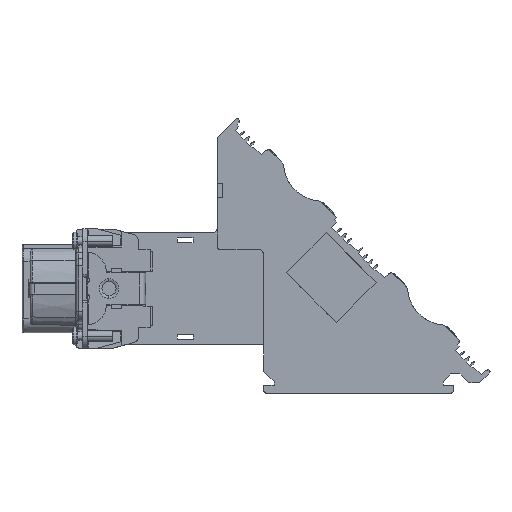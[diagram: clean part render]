
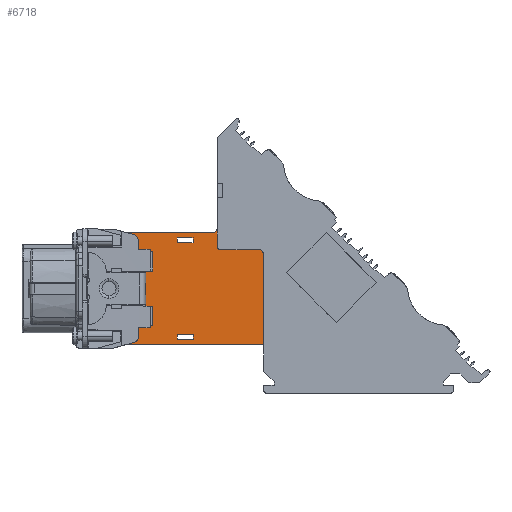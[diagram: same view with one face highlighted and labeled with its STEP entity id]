
A CAD part, left-side view. The second image highlights one B-rep face of the part: STEP entity #6718.
In plain terms, the highlighted planar face has unit normal (-1, 0, 0).
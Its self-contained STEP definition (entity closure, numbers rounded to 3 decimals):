
#964=B_SPLINE_CURVE_WITH_KNOTS('',3,(#89399,#89400,#89401,#89402),
 .UNSPECIFIED.,.F.,.F.,(4,4),(0.,1.),.UNSPECIFIED.);
#978=B_SPLINE_CURVE_WITH_KNOTS('',3,(#89744,#89745,#89746,#89747),
 .UNSPECIFIED.,.F.,.F.,(4,4),(0.,1.),.UNSPECIFIED.);
#1290=B_SPLINE_CURVE_WITH_KNOTS('',3,(#94314,#94315,#94316,#94317),
 .UNSPECIFIED.,.F.,.F.,(4,4),(0.,1.),.UNSPECIFIED.);
#1291=B_SPLINE_CURVE_WITH_KNOTS('',3,(#94607,#94608,#94609,#94610),
 .UNSPECIFIED.,.F.,.F.,(4,4),(0.,1.),.UNSPECIFIED.);
#6718=ADVANCED_FACE('',(#10943,#10944,#10945),#9477,.F.);
#9477=PLANE('',#61598);
#10943=FACE_BOUND('',#12879,.T.);
#10944=FACE_BOUND('',#12880,.T.);
#10945=FACE_BOUND('',#12881,.T.);
#12879=EDGE_LOOP('',(#25088,#25089,#25090,#25091));
#12880=EDGE_LOOP('',(#25092,#25093,#25094,#25095));
#12881=EDGE_LOOP('',(#25096,#25097,#25098,#25099,#25100,#25101,#25102,#25103,
#25104,#25105,#25106,#25107,#25108,#25109,#25110,#25111,#25112));
#15042=CIRCLE('',#60645,1.);
#15117=CIRCLE('',#60975,1.);
#25088=ORIENTED_EDGE('',*,*,#43558,.T.);
#25089=ORIENTED_EDGE('',*,*,#43590,.T.);
#25090=ORIENTED_EDGE('',*,*,#43592,.T.);
#25091=ORIENTED_EDGE('',*,*,#43593,.T.);
#25092=ORIENTED_EDGE('',*,*,#43454,.T.);
#25093=ORIENTED_EDGE('',*,*,#43451,.T.);
#25094=ORIENTED_EDGE('',*,*,#43449,.T.);
#25095=ORIENTED_EDGE('',*,*,#43459,.T.);
#25096=ORIENTED_EDGE('',*,*,#43257,.F.);
#25097=ORIENTED_EDGE('',*,*,#42337,.F.);
#25098=ORIENTED_EDGE('',*,*,#43594,.T.);
#25099=ORIENTED_EDGE('',*,*,#42341,.F.);
#25100=ORIENTED_EDGE('',*,*,#43258,.F.);
#25101=ORIENTED_EDGE('',*,*,#43255,.F.);
#25102=ORIENTED_EDGE('',*,*,#43252,.T.);
#25103=ORIENTED_EDGE('',*,*,#43583,.T.);
#25104=ORIENTED_EDGE('',*,*,#41755,.F.);
#25105=ORIENTED_EDGE('',*,*,#41602,.F.);
#25106=ORIENTED_EDGE('',*,*,#41599,.T.);
#25107=ORIENTED_EDGE('',*,*,#41596,.F.);
#25108=ORIENTED_EDGE('',*,*,#42327,.T.);
#25109=ORIENTED_EDGE('',*,*,#42330,.F.);
#25110=ORIENTED_EDGE('',*,*,#43427,.F.);
#25111=ORIENTED_EDGE('',*,*,#43265,.F.);
#25112=ORIENTED_EDGE('',*,*,#43261,.F.);
#35248=VERTEX_POINT('',#89385);
#35250=VERTEX_POINT('',#89388);
#35252=VERTEX_POINT('',#89394);
#35254=VERTEX_POINT('',#89403);
#35399=VERTEX_POINT('',#89748);
#35729=VERTEX_POINT('',#91433);
#35731=VERTEX_POINT('',#91442);
#35736=VERTEX_POINT('',#91455);
#35737=VERTEX_POINT('',#91457);
#35739=VERTEX_POINT('',#91462);
#35741=VERTEX_POINT('',#91466);
#36308=VERTEX_POINT('',#93956);
#36310=VERTEX_POINT('',#93960);
#36311=VERTEX_POINT('',#93964);
#36312=VERTEX_POINT('',#93969);
#36313=VERTEX_POINT('',#93975);
#36315=VERTEX_POINT('',#93984);
#36440=VERTEX_POINT('',#94347);
#36441=VERTEX_POINT('',#94349);
#36442=VERTEX_POINT('',#94353);
#36444=VERTEX_POINT('',#94360);
#36522=VERTEX_POINT('',#94571);
#36524=VERTEX_POINT('',#94575);
#36531=VERTEX_POINT('',#94622);
#36532=VERTEX_POINT('',#94626);
#41596=EDGE_CURVE('',#35248,#35250,#15042,.T.);
#41599=EDGE_CURVE('',#35252,#35250,#49113,.T.);
#41602=EDGE_CURVE('',#35252,#35254,#964,.T.);
#41755=EDGE_CURVE('',#35254,#35399,#978,.T.);
#42327=EDGE_CURVE('',#35248,#35729,#49577,.T.);
#42330=EDGE_CURVE('',#35731,#35729,#15117,.T.);
#42337=EDGE_CURVE('',#35737,#35736,#49584,.T.);
#42341=EDGE_CURVE('',#35741,#35739,#49588,.T.);
#43252=EDGE_CURVE('',#36308,#36310,#50184,.T.);
#43255=EDGE_CURVE('',#36308,#36311,#50187,.T.);
#43257=EDGE_CURVE('',#35736,#36312,#50189,.T.);
#43258=EDGE_CURVE('',#36311,#35741,#50190,.T.);
#43261=EDGE_CURVE('',#36312,#36313,#50193,.T.);
#43265=EDGE_CURVE('',#36313,#36315,#50196,.T.);
#43427=EDGE_CURVE('',#36315,#35731,#1290,.T.);
#43449=EDGE_CURVE('',#36440,#36441,#50379,.T.);
#43451=EDGE_CURVE('',#36442,#36440,#50381,.T.);
#43454=EDGE_CURVE('',#36444,#36442,#50384,.T.);
#43459=EDGE_CURVE('',#36441,#36444,#50389,.T.);
#43558=EDGE_CURVE('',#36522,#36524,#50488,.T.);
#43583=EDGE_CURVE('',#36310,#35399,#1291,.T.);
#43590=EDGE_CURVE('',#36524,#36531,#50519,.T.);
#43592=EDGE_CURVE('',#36531,#36532,#50521,.T.);
#43593=EDGE_CURVE('',#36532,#36522,#50522,.T.);
#43594=EDGE_CURVE('',#35737,#35739,#50523,.T.);
#49113=LINE('',#89393,#55287);
#49577=LINE('',#91434,#55751);
#49584=LINE('',#91458,#55758);
#49588=LINE('',#91467,#55762);
#50184=LINE('',#93961,#56358);
#50187=LINE('',#93966,#56361);
#50189=LINE('',#93970,#56363);
#50190=LINE('',#93972,#56364);
#50193=LINE('',#93977,#56367);
#50196=LINE('',#93988,#56370);
#50379=LINE('',#94350,#56553);
#50381=LINE('',#94354,#56555);
#50384=LINE('',#94359,#56558);
#50389=LINE('',#94368,#56563);
#50488=LINE('',#94576,#56662);
#50519=LINE('',#94623,#56693);
#50521=LINE('',#94627,#56695);
#50522=LINE('',#94629,#56696);
#50523=LINE('',#94631,#56697);
#55287=VECTOR('',#68464,1.);
#55751=VECTOR('',#69578,1.);
#55758=VECTOR('',#69595,1.);
#55762=VECTOR('',#69601,1.);
#56358=VECTOR('',#71241,1.);
#56361=VECTOR('',#71246,1.);
#56363=VECTOR('',#71250,1.);
#56364=VECTOR('',#71253,1.);
#56367=VECTOR('',#71258,1.);
#56370=VECTOR('',#71263,1.);
#56553=VECTOR('',#71546,1.);
#56555=VECTOR('',#71550,1.);
#56558=VECTOR('',#71555,1.);
#56563=VECTOR('',#71566,1.);
#56662=VECTOR('',#71723,1.);
#56693=VECTOR('',#71764,1.);
#56695=VECTOR('',#71768,1.);
#56696=VECTOR('',#71771,1.);
#56697=VECTOR('',#71774,1.);
#60645=AXIS2_PLACEMENT_3D('',#89387,#68457,#68458);
#60975=AXIS2_PLACEMENT_3D('',#91443,#69583,#69584);
#61598=AXIS2_PLACEMENT_3D('',#94632,#71775,#71776);
#68457=DIRECTION('',(-1.,0.,0.));
#68458=DIRECTION('',(0.,1.,0.));
#68464=DIRECTION('',(0.,1.,0.));
#69578=DIRECTION('',(0.,0.,1.));
#69583=DIRECTION('',(-1.,0.,0.));
#69584=DIRECTION('',(0.,-0.002,-1.));
#69595=DIRECTION('',(0.,-1.,0.009));
#69601=DIRECTION('',(0.,1.,0.009));
#71241=DIRECTION('',(0.,0.,-1.));
#71246=DIRECTION('',(0.,-1.,0.009));
#71250=DIRECTION('',(0.,0.,1.));
#71253=DIRECTION('',(0.,0.,1.));
#71258=DIRECTION('',(0.,1.,0.009));
#71263=DIRECTION('',(0.,0.,1.));
#71546=DIRECTION('',(0.,0.,-1.));
#71550=DIRECTION('',(0.,-1.,0.));
#71555=DIRECTION('',(0.,0.,1.));
#71566=DIRECTION('',(0.,1.,0.));
#71723=DIRECTION('',(0.,1.,0.));
#71764=DIRECTION('',(0.,0.,1.));
#71768=DIRECTION('',(0.,-1.,0.));
#71771=DIRECTION('',(0.,0.,-1.));
#71774=DIRECTION('',(0.,0.,-1.));
#71775=DIRECTION('',(1.,0.,0.));
#71776=DIRECTION('',(0.,0.,-1.));
#89385=CARTESIAN_POINT('',(-13.301,-37.5,11.8));
#89387=CARTESIAN_POINT('',(-13.301,-38.5,11.8));
#89388=CARTESIAN_POINT('',(-13.301,-38.5,10.8));
#89393=CARTESIAN_POINT('',(-13.301,-49.559,10.8));
#89394=CARTESIAN_POINT('',(-13.301,-49.559,10.8));
#89399=CARTESIAN_POINT('',(-13.301,-49.559,10.8));
#89400=CARTESIAN_POINT('',(-13.301,-50.081,10.8));
#89401=CARTESIAN_POINT('',(-13.301,-50.557,10.326));
#89402=CARTESIAN_POINT('',(-13.301,-50.559,9.803));
#89403=CARTESIAN_POINT('',(-13.301,-50.559,9.803));
#89744=CARTESIAN_POINT('',(-13.301,-50.559,9.803));
#89745=CARTESIAN_POINT('',(-13.301,-50.606,1.119));
#89746=CARTESIAN_POINT('',(-13.3,-50.653,-7.566));
#89747=CARTESIAN_POINT('',(-13.3,-50.7,-16.25));
#89748=CARTESIAN_POINT('',(-13.3,-50.7,-16.25));
#91433=CARTESIAN_POINT('',(-13.301,-37.5,16.75));
#91434=CARTESIAN_POINT('',(-13.301,-37.5,11.8));
#91442=CARTESIAN_POINT('',(-13.301,-36.501,15.75));
#91443=CARTESIAN_POINT('',(-13.301,-36.5,16.75));
#91455=CARTESIAN_POINT('',(-13.301,-19.2,4.722));
#91457=CARTESIAN_POINT('',(-13.301,-15.2,4.688));
#91458=CARTESIAN_POINT('',(-13.301,-15.2,4.688));
#91462=CARTESIAN_POINT('',(-13.3,-15.2,-5.188));
#91466=CARTESIAN_POINT('',(-13.3,-19.2,-5.223));
#91467=CARTESIAN_POINT('',(-13.3,-19.2,-5.223));
#93956=CARTESIAN_POINT('',(-13.3,1.1,-10.95));
#93960=CARTESIAN_POINT('',(-13.3,1.1,-16.25));
#93961=CARTESIAN_POINT('',(-13.3,1.1,-10.95));
#93964=CARTESIAN_POINT('',(-13.3,-19.2,-10.773));
#93966=CARTESIAN_POINT('',(-13.3,1.1,-10.95));
#93969=CARTESIAN_POINT('',(-13.301,-19.2,10.273));
#93970=CARTESIAN_POINT('',(-13.301,-19.2,4.722));
#93972=CARTESIAN_POINT('',(-13.3,-19.2,-10.773));
#93975=CARTESIAN_POINT('',(-13.301,1.1,10.45));
#93977=CARTESIAN_POINT('',(-13.301,-19.2,10.273));
#93984=CARTESIAN_POINT('',(-13.301,1.1,15.75));
#93988=CARTESIAN_POINT('',(-13.301,1.1,10.45));
#94314=CARTESIAN_POINT('',(-13.301,1.1,15.75));
#94315=CARTESIAN_POINT('',(-13.301,-11.434,15.75));
#94316=CARTESIAN_POINT('',(-13.301,-23.967,15.75));
#94317=CARTESIAN_POINT('',(-13.301,-36.501,15.75));
#94347=CARTESIAN_POINT('',(-13.301,-30.671,14.135));
#94349=CARTESIAN_POINT('',(-13.301,-30.671,12.75));
#94350=CARTESIAN_POINT('',(-13.301,-30.671,14.135));
#94353=CARTESIAN_POINT('',(-13.301,-26.158,14.135));
#94354=CARTESIAN_POINT('',(-13.301,-26.158,14.135));
#94359=CARTESIAN_POINT('',(-13.301,-26.158,12.75));
#94360=CARTESIAN_POINT('',(-13.301,-26.158,12.75));
#94368=CARTESIAN_POINT('',(-13.301,-30.671,12.75));
#94571=CARTESIAN_POINT('',(-13.3,-30.758,-14.636));
#94575=CARTESIAN_POINT('',(-13.3,-26.158,-14.636));
#94576=CARTESIAN_POINT('',(-13.3,-30.758,-14.636));
#94607=CARTESIAN_POINT('',(-13.3,1.1,-16.25));
#94608=CARTESIAN_POINT('',(-13.3,-16.167,-16.25));
#94609=CARTESIAN_POINT('',(-13.3,-33.433,-16.25));
#94610=CARTESIAN_POINT('',(-13.3,-50.7,-16.25));
#94622=CARTESIAN_POINT('',(-13.3,-26.158,-13.25));
#94623=CARTESIAN_POINT('',(-13.3,-26.158,-14.636));
#94626=CARTESIAN_POINT('',(-13.3,-30.758,-13.25));
#94627=CARTESIAN_POINT('',(-13.3,-26.158,-13.25));
#94629=CARTESIAN_POINT('',(-13.3,-30.758,-13.25));
#94631=CARTESIAN_POINT('',(-13.301,-15.2,4.688));
#94632=CARTESIAN_POINT('',(-13.3,-34.3,0.25));
